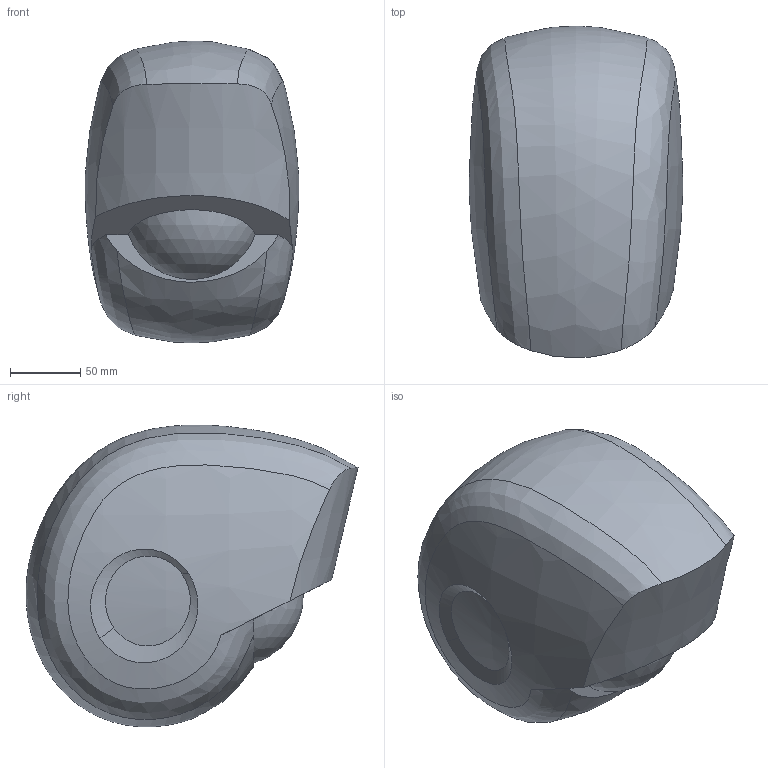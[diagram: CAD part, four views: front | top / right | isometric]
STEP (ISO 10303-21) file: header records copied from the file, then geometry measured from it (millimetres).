
FILE_DESCRIPTION(/* description */ (''),/* implementation_level */ '2;1');
FILE_NAME(/* name */ 'head.stp',/* time_stamp */ '2021-03-28T18:39:51-04:00',/* author */ ('Derm'),/* organization */ (''),/* preprocessor_version */ 'ST-DEVELOPER v18.1',/* originating_system */ 'Autodesk Inventor 2021',/* authorisation */ '');
FILE_SCHEMA (('AUTOMOTIVE_DESIGN { 1 0 10303 214 3 1 1 }'));
Length unit declared in the file: millimetre
Products named in the file (2): head; Peça72
Assembly tree (1 placements, depth 2):
  head
    Peça72
Bounding box: 152.33 x 236.75 x 215.18 mm (x, y, z)
Volume: 4592569.2 mm3; surface area: 144517.8 mm2
Topology: 1 solids, 1 shells, 15 faces, 33 edges, 22 vertices
Faces by surface type: bspline 12, plane 2, sphere 1
Entity records: 4364 total; most frequent: CARTESIAN_POINT 4028, ORIENTED_EDGE 66, EDGE_CURVE 33, B_SPLINE_CURVE_WITH_KNOTS 25, DIRECTION 24, VERTEX_POINT 22, EDGE_LOOP 17, FACE_OUTER_BOUND 15
